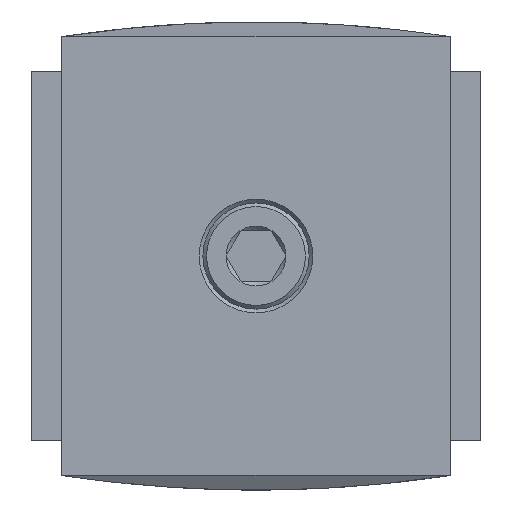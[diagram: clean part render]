
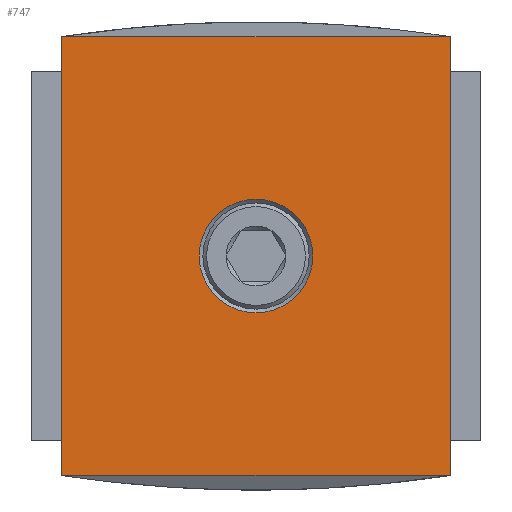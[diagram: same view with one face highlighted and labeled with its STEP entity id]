
A CAD part, front view. The second image highlights one B-rep face of the part: STEP entity #747.
In plain terms, the highlighted planar face has unit normal (0, -1, 0).
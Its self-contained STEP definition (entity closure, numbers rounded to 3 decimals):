
#747 = ADVANCED_FACE( '', ( #1575, #1576 ), #1577, .F. );
#1575 = FACE_BOUND( '', #2437, .T. );
#1576 = FACE_OUTER_BOUND( '', #2438, .T. );
#1577 = PLANE( '', #2439 );
#2437 = EDGE_LOOP( '', ( #4446 ) );
#2438 = EDGE_LOOP( '', ( #4447, #4448, #4449, #4450 ) );
#2439 = AXIS2_PLACEMENT_3D( '', #4451, #4452, #4453 );
#4446 = ORIENTED_EDGE( '', *, *, #4952, .F. );
#4447 = ORIENTED_EDGE( '', *, *, #5550, .F. );
#4448 = ORIENTED_EDGE( '', *, *, #5582, .T. );
#4449 = ORIENTED_EDGE( '', *, *, #5484, .F. );
#4450 = ORIENTED_EDGE( '', *, *, #5628, .T. );
#4451 = CARTESIAN_POINT( '', ( 0., -31., 122.903 ) );
#4452 = DIRECTION( '', ( 0., 1., 0. ) );
#4453 = DIRECTION( '', ( 0., 0., 1. ) );
#4952 = EDGE_CURVE( '', #5916, #5916, #5917, .T. );
#5484 = EDGE_CURVE( '', #5815, #6718, #6719, .T. );
#5550 = EDGE_CURVE( '', #6803, #5819, #6804, .T. );
#5582 = EDGE_CURVE( '', #6803, #6718, #6843, .T. );
#5628 = EDGE_CURVE( '', #5815, #5819, #6890, .T. );
#5815 = VERTEX_POINT( '', #7144 );
#5819 = VERTEX_POINT( '', #7149 );
#5916 = VERTEX_POINT( '', #7389 );
#5917 = CIRCLE( '', #7390, 6.579 );
#6718 = VERTEX_POINT( '', #8581 );
#6719 = LINE( '', #8582, #8583 );
#6803 = VERTEX_POINT( '', #8698 );
#6804 = LINE( '', #8699, #8700 );
#6843 = LINE( '', #8748, #8749 );
#6890 = LINE( '', #8820, #8821 );
#7144 = CARTESIAN_POINT( '', ( 22.5, -31., 25.4 ) );
#7149 = CARTESIAN_POINT( '', ( -22.5, -31., 25.4 ) );
#7389 = CARTESIAN_POINT( '', ( 0., -31., -6.579 ) );
#7390 = AXIS2_PLACEMENT_3D( '', #9055, #9056, #9057 );
#8581 = CARTESIAN_POINT( '', ( 22.5, -31., -25.4 ) );
#8582 = CARTESIAN_POINT( '', ( 22.5, -31., 25.4 ) );
#8583 = VECTOR( '', #9624, 1000. );
#8698 = CARTESIAN_POINT( '', ( -22.5, -31., -25.4 ) );
#8699 = CARTESIAN_POINT( '', ( -22.5, -31., -25.4 ) );
#8700 = VECTOR( '', #9677, 1000. );
#8748 = CARTESIAN_POINT( '', ( 0., -31., -25.4 ) );
#8749 = VECTOR( '', #9708, 1000. );
#8820 = CARTESIAN_POINT( '', ( 0., -31., 25.4 ) );
#8821 = VECTOR( '', #9737, 1000. );
#9055 = CARTESIAN_POINT( '', ( 0., -31., 0. ) );
#9056 = DIRECTION( '', ( 0., -1., 0. ) );
#9057 = DIRECTION( '', ( 0., 0., -1. ) );
#9624 = DIRECTION( '', ( 0., 0., -1. ) );
#9677 = DIRECTION( '', ( 0., 0., 1. ) );
#9708 = DIRECTION( '', ( 1., 0., 0. ) );
#9737 = DIRECTION( '', ( -1., 0., 0. ) );
